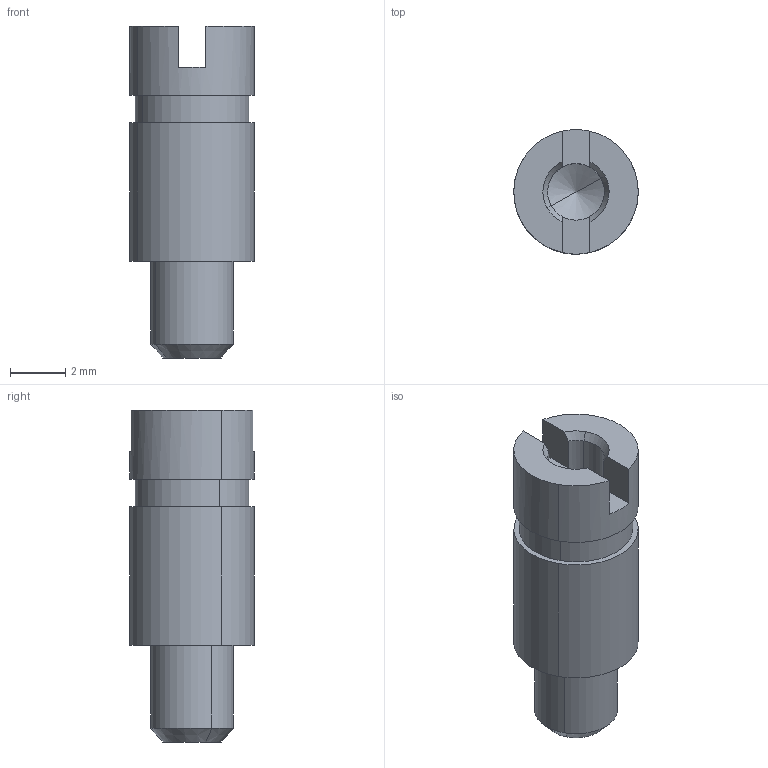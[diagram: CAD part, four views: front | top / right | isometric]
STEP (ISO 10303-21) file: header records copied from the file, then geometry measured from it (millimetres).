
FILE_DESCRIPTION(('CATIA V5R24 STEP','CAx-IF Rec.Pracs.--- Model Styling and Organization---1.2---2011-12-15'),'2;1');
FILE_NAME ('001255-1_1_0244600000_0244600000.stp','2018-08-20T12:11:58+00:00',('none'),('Weidmueller'),'CATIA Version 5-6 Release 2014 SP4 HF52','CATIA V5 STEP AP214','none');
FILE_SCHEMA(('AUTOMOTIVE_DESIGN { 1 0 10303 214 1 1 1 1 }'));
Length unit declared in the file: millimetre
Products named in the file (1): 0244600000
Bounding box: 4.5 x 4.5 x 12 mm (x, y, z)
Volume: 128.6 mm3; surface area: 232.8 mm2
Topology: 1 solids, 1 shells, 30 faces, 74 edges, 47 vertices
Faces by surface type: plane 12, cylinder 10, cone 8
Entity records: 824 total; most frequent: CARTESIAN_POINT 154, ORIENTED_EDGE 144, DIRECTION 104, EDGE_CURVE 72, AXIS2_PLACEMENT_3D 55, VERTEX_POINT 47, CIRCLE 36, EDGE_LOOP 33
